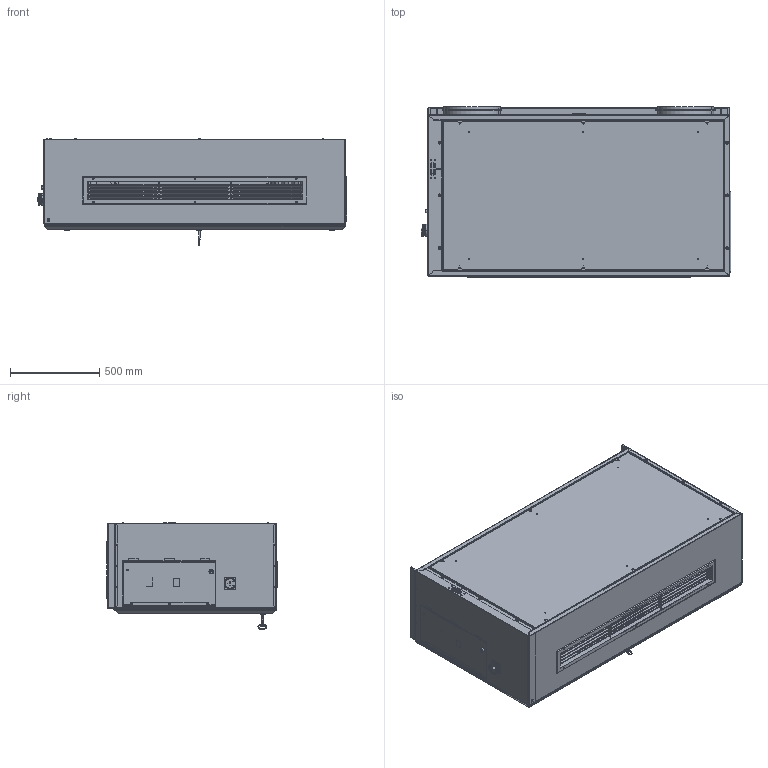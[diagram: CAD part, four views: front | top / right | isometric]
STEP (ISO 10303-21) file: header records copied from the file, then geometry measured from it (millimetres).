
FILE_DESCRIPTION((''),'2;1');
FILE_NAME('0001042921_ASM','2021-02-15T09:39:57',('7504'),('STIEBEL-ELTRON'),'CREO PARAMETRIC BY PTC INC, 2019471','CREO PARAMETRIC BY PTC INC, 2019471','');
FILE_SCHEMA(('AUTOMOTIVE_DESIGN { 1 0 10303 214 1 1 1 1 }'));
Products named in the file (2): 600ER_-_800ER_GIT_SW0001; 0001042921_ASM
Assembly tree (1 placements, depth 2):
  0001042921_ASM
    600ER_-_800ER_GIT_SW0001
Bounding box: 1732.91 x 953.91 x 599.18 mm (x, y, z)
Surface area: 16723529.6 mm2 (no closed solid volume)
Topology: 0 solids, 730 shells, 1235 faces, 7945 edges, 7370 vertices
Faces by surface type: plane 904, cylinder 277, torus 22, cone 15, sphere 10, bspline 7
Entity records: 113785 total; most frequent: CARTESIAN_POINT 20587, DIRECTION 12601, PRESENTATION_STYLE_ASSIGNMENT 9258, ORIENTED_EDGE 8768, STYLED_ITEM 8110, CURVE_STYLE 7934, EDGE_CURVE 7934, VERTEX_POINT 7368
